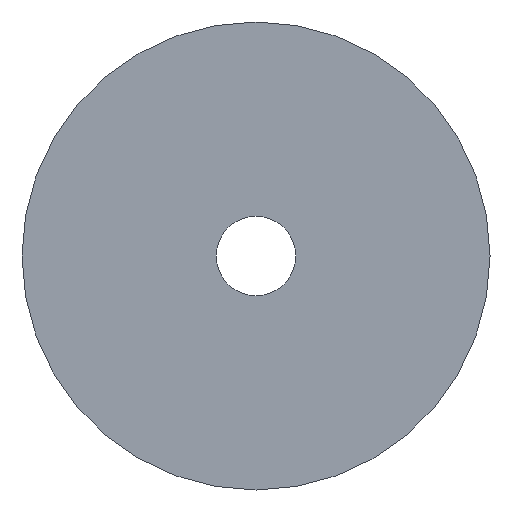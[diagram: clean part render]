
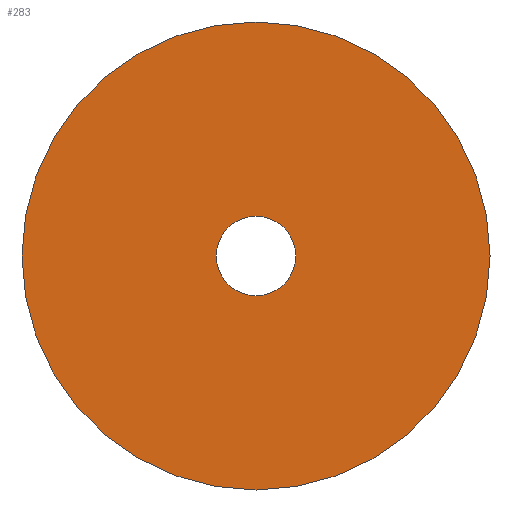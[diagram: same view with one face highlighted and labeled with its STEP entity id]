
A CAD part, front view. The second image highlights one B-rep face of the part: STEP entity #283.
In plain terms, the highlighted planar face has unit normal (0, -1, 0).
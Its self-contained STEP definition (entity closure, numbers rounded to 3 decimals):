
#4 = EDGE_LOOP ( 'NONE', ( #158, #204 ) ) ;
#28 = CARTESIAN_POINT ( 'NONE',  ( 0., 0., -10. ) ) ;
#34 = AXIS2_PLACEMENT_3D ( 'NONE', #295, #113, #222 ) ;
#44 = VERTEX_POINT ( 'NONE', #284 ) ;
#49 = FACE_OUTER_BOUND ( 'NONE', #150, .T. ) ;
#52 = DIRECTION ( 'NONE',  ( 0., 0., 1. ) ) ;
#59 = DIRECTION ( 'NONE',  ( 0., 1., 0. ) ) ;
#61 = ORIENTED_EDGE ( 'NONE', *, *, #362, .F. ) ;
#71 = ORIENTED_EDGE ( 'NONE', *, *, #131, .F. ) ;
#76 = DIRECTION ( 'NONE',  ( 0., 1., 0. ) ) ;
#95 = CIRCLE ( 'NONE', #302, 1.7 ) ;
#96 = AXIS2_PLACEMENT_3D ( 'NONE', #205, #235, #52 ) ;
#101 = CIRCLE ( 'NONE', #34, 10. ) ;
#103 = PLANE ( 'NONE',  #133 ) ;
#108 = CARTESIAN_POINT ( 'NONE',  ( 0., 0., 0. ) ) ;
#113 = DIRECTION ( 'NONE',  ( 0., 1., 0. ) ) ;
#127 = AXIS2_PLACEMENT_3D ( 'NONE', #323, #59, #269 ) ;
#131 = EDGE_CURVE ( 'NONE', #341, #44, #313, .T. ) ;
#133 = AXIS2_PLACEMENT_3D ( 'NONE', #244, #179, #294 ) ;
#136 = CARTESIAN_POINT ( 'NONE',  ( 0., 0., 1.7 ) ) ;
#142 = DIRECTION ( 'NONE',  ( 0., 0., 1. ) ) ;
#150 = EDGE_LOOP ( 'NONE', ( #71, #61 ) ) ;
#158 = ORIENTED_EDGE ( 'NONE', *, *, #292, .T. ) ;
#179 = DIRECTION ( 'NONE',  ( 0., 1., 0. ) ) ;
#204 = ORIENTED_EDGE ( 'NONE', *, *, #209, .T. ) ;
#205 = CARTESIAN_POINT ( 'NONE',  ( 0., 0., 0. ) ) ;
#209 = EDGE_CURVE ( 'NONE', #271, #263, #95, .T. ) ;
#222 = DIRECTION ( 'NONE',  ( 0., 0., 1. ) ) ;
#235 = DIRECTION ( 'NONE',  ( 0., 1., 0. ) ) ;
#244 = CARTESIAN_POINT ( 'NONE',  ( 0., 0., 0. ) ) ;
#263 = VERTEX_POINT ( 'NONE', #136 ) ;
#269 = DIRECTION ( 'NONE',  ( 0., 0., 1. ) ) ;
#271 = VERTEX_POINT ( 'NONE', #288 ) ;
#283 = ADVANCED_FACE ( 'NONE', ( #365, #49 ), #103, .F. ) ;
#284 = CARTESIAN_POINT ( 'NONE',  ( 0., 0., 10. ) ) ;
#288 = CARTESIAN_POINT ( 'NONE',  ( 0., 0., -1.7 ) ) ;
#292 = EDGE_CURVE ( 'NONE', #263, #271, #338, .T. ) ;
#294 = DIRECTION ( 'NONE',  ( 0., 0., 1. ) ) ;
#295 = CARTESIAN_POINT ( 'NONE',  ( 0., 0., 0. ) ) ;
#302 = AXIS2_PLACEMENT_3D ( 'NONE', #108, #76, #142 ) ;
#313 = CIRCLE ( 'NONE', #96, 10. ) ;
#323 = CARTESIAN_POINT ( 'NONE',  ( 0., 0., 0. ) ) ;
#338 = CIRCLE ( 'NONE', #127, 1.7 ) ;
#341 = VERTEX_POINT ( 'NONE', #28 ) ;
#362 = EDGE_CURVE ( 'NONE', #44, #341, #101, .T. ) ;
#365 = FACE_BOUND ( 'NONE', #4, .T. ) ;
